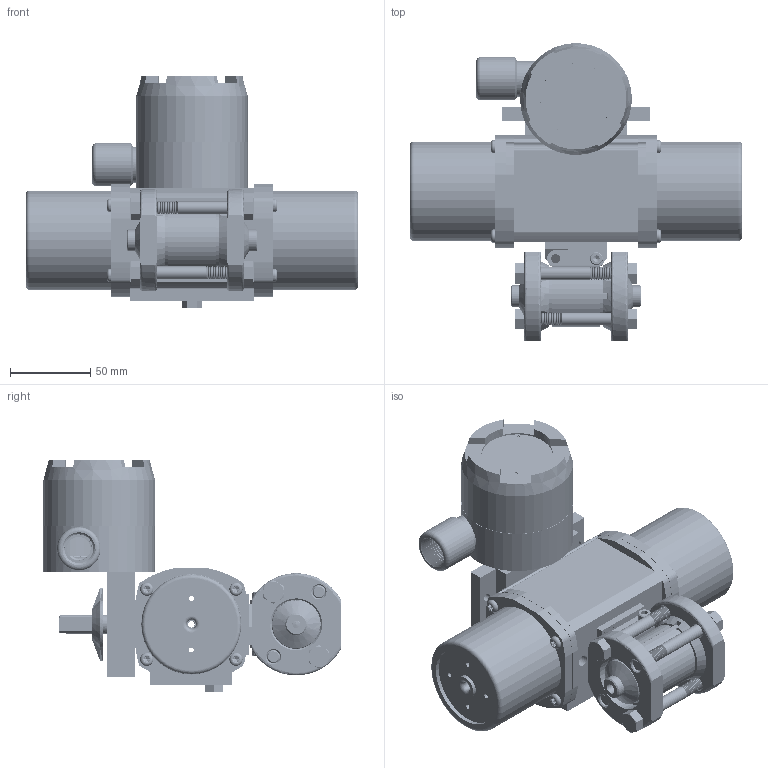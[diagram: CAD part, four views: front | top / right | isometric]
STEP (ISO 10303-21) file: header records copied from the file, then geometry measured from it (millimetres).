
FILE_DESCRIPTION (( 'STEP AP203' ), '1' );
FILE_NAME ('24XXTSWFA512SRLS.step', '2018-03-22T20:08:58', ( '' ), ( '' ), 'SwSTEP 2.0', 'SolidWorks 2017', '' );
FILE_SCHEMA (( 'CONFIG_CONTROL_DESIGN' ));
Products named in the file (1): 24XXTSWFA512SRLS
Bounding box: 206.38 x 184.85 x 144.65 mm (x, y, z)
Volume: 714957.9 mm3; surface area: 297647.4 mm2
Topology: 46 solids, 46 shells, 4397 faces, 12045 edges, 7791 vertices
Faces by surface type: cylinder 2369, cone 1115, plane 613, bspline 159, torus 139, sphere 2
Entity records: 217764 total; most frequent: CARTESIAN_POINT 112474, ORIENTED_EDGE 23858, DIRECTION 21010, EDGE_CURVE 11929, AXIS2_PLACEMENT_3D 8383, VERTEX_POINT 7787, EDGE_LOOP 4764, FACE_OUTER_BOUND 4397
